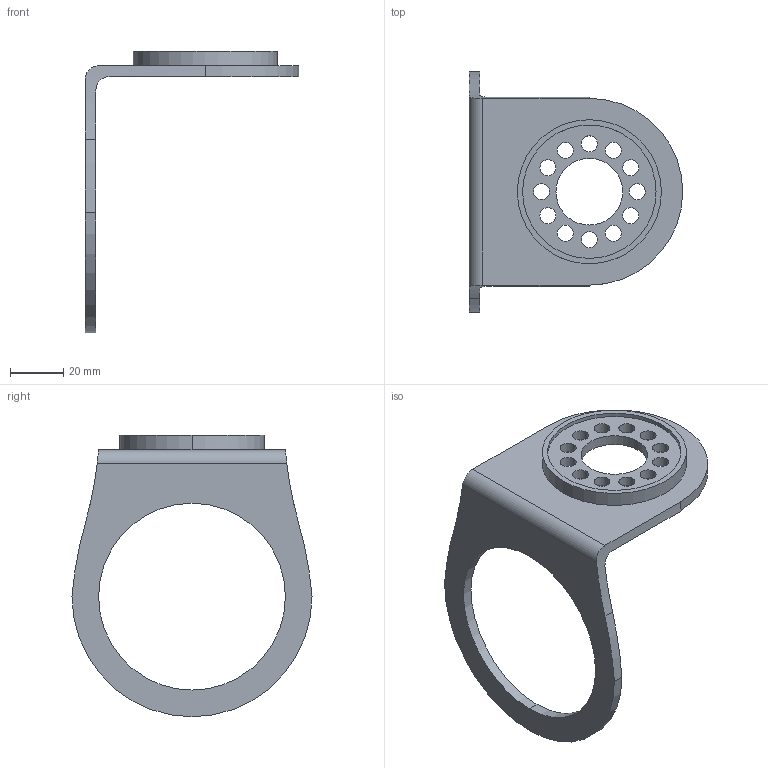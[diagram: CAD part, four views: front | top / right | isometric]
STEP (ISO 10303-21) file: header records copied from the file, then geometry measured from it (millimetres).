
FILE_DESCRIPTION (( 'STEP AP203' ), '1' );
FILE_NAME ('63LBB耜啊萇儂釱 - yao.STEP', '2024-12-19T12:18:25', ( '' ), ( '' ), 'SwSTEP 2.0', 'SolidWorks 2024', '' );
FILE_SCHEMA (( 'CONFIG_CONTROL_DESIGN' ));
Length unit declared in the file: millimetre
Products named in the file (1): 63LBB侧摆电机座 - yao
Bounding box: 80 x 90 x 105.5 mm (x, y, z)
Volume: 33557.3 mm3; surface area: 20587.6 mm2
Topology: 1 solids, 1 shells, 55 faces, 146 edges, 96 vertices
Faces by surface type: cylinder 44, plane 9, cone 2
Entity records: 1959 total; most frequent: CARTESIAN_POINT 378, DIRECTION 342, ORIENTED_EDGE 292, EDGE_CURVE 146, AXIS2_PLACEMENT_3D 144, VERTEX_POINT 96, CIRCLE 88, EDGE_LOOP 86
